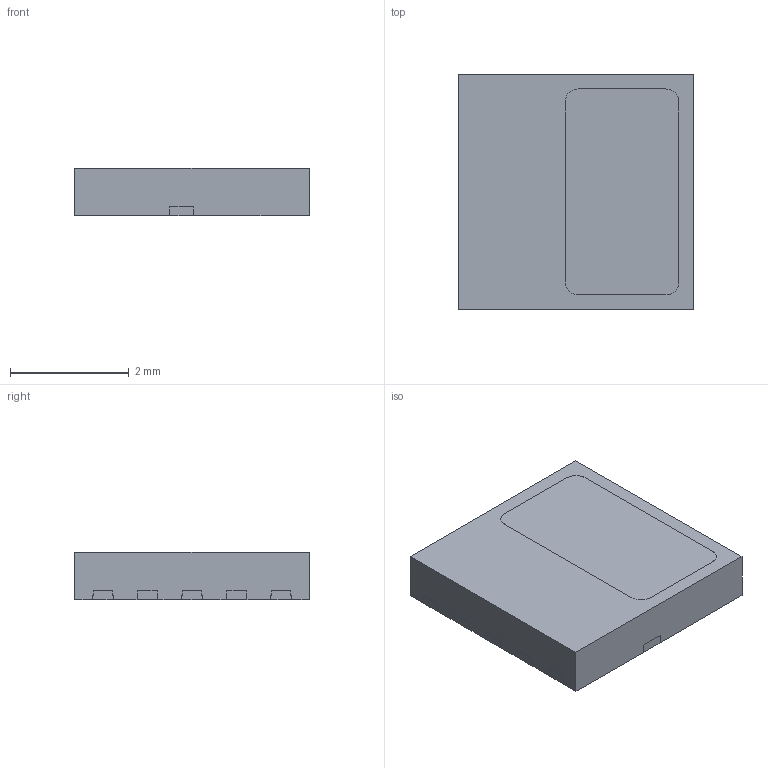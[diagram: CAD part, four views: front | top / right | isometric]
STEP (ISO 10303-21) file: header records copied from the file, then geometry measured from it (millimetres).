
FILE_DESCRIPTION(/* description */ (''),/* implementation_level */ '2;1');
FILE_NAME(/* name */ 'MarCom-3D-Belobog without shield.stp',/* time_stamp */ '2017-07-21T10:19:19+02:00',/* author */ ('mmangarudov'),/* organization */ (''),/* preprocessor_version */ 'ST-DEVELOPER v16.1',/* originating_system */ 'Autodesk Inventor 2016',/* authorisation */ '');
FILE_SCHEMA (('AUTOMOTIVE_DESIGN { 1 0 10303 214 3 1 1 }'));
Length unit declared in the file: millimetre
Products named in the file (1): MM-200-271.01
Bounding box: 3.95 x 3.95 x 0.8 mm (x, y, z)
Volume: 12.5 mm3; surface area: 43.9 mm2
Topology: 1 solids, 1 shells, 144 faces, 439 edges, 298 vertices
Faces by surface type: plane 115, cylinder 29
Entity records: 4949 total; most frequent: CARTESIAN_POINT 882, ORIENTED_EDGE 878, DIRECTION 799, EDGE_CURVE 439, LINE 369, VECTOR 369, VERTEX_POINT 298, AXIS2_PLACEMENT_3D 215
